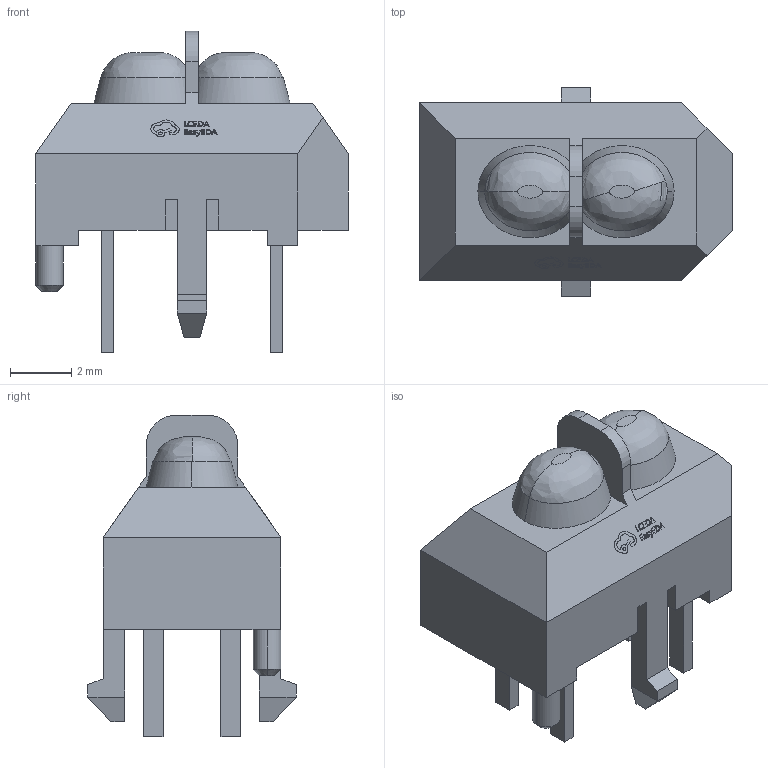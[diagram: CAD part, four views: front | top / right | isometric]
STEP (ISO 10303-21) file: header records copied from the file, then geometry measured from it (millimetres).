
FILE_DESCRIPTION (( 'STEP AP214' ), '1' );
FILE_NAME ('OPTO-TH_TCRT5000.step', '2022-07-05T14:12:21', ( '' ), ( '' ), 'SwSTEP 2.0', 'SolidWorks 2020', '' );
FILE_SCHEMA (( 'AUTOMOTIVE_DESIGN' ));
Length unit declared in the file: millimetre
Products named in the file (1): OPTO-TH_TCRT5000
Bounding box: 10.2 x 6.8 x 10.5 mm (x, y, z)
Volume: 245.9 mm3; surface area: 318.1 mm2
Topology: 1 solids, 1 shells, 375 faces, 1012 edges, 669 vertices
Faces by surface type: plane 249, bspline 120, cylinder 4, cone 2
Entity records: 17362 total; most frequent: CARTESIAN_POINT 5250, ORIENTED_EDGE 2024, DIRECTION 1287, EDGE_CURVE 1012, LINE 745, VECTOR 745, VERTEX_POINT 669, EDGE_LOOP 405
